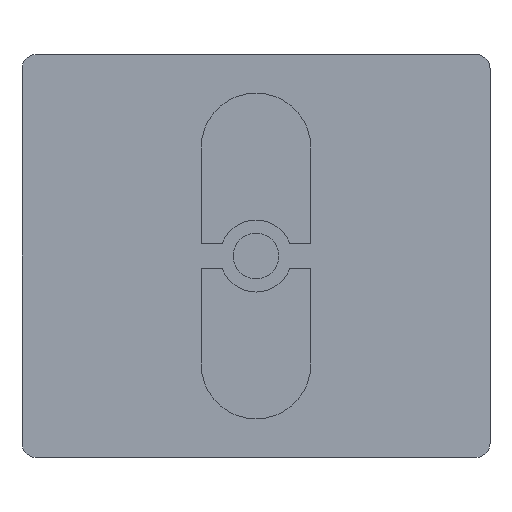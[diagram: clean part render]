
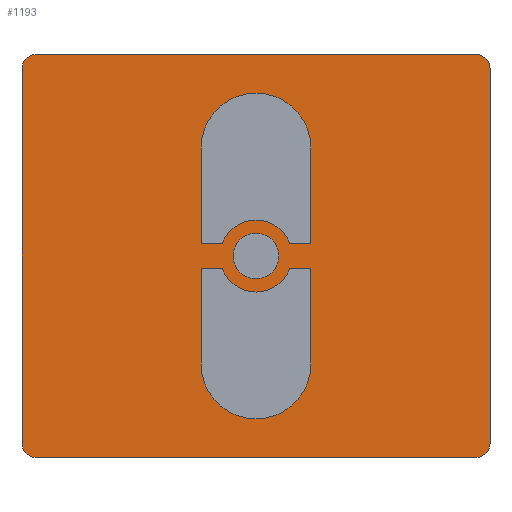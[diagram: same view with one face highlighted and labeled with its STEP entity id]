
A CAD part, front view. The second image highlights one B-rep face of the part: STEP entity #1193.
In plain terms, the highlighted planar face has unit normal (0, -1, 0).
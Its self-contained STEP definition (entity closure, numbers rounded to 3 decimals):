
#19=FACE_BOUND('',#196,.T.);
#20=FACE_BOUND('',#197,.T.);
#21=FACE_BOUND('',#198,.T.);
#53=PLANE('',#1319);
#118=FACE_OUTER_BOUND('',#195,.T.);
#195=EDGE_LOOP('',(#923,#924,#925,#926,#927,#928,#929,#930));
#196=EDGE_LOOP('',(#931,#932,#933,#934,#935,#936));
#197=EDGE_LOOP('',(#937,#938,#939,#940,#941,#942));
#198=EDGE_LOOP('',(#943));
#251=LINE('',#1766,#369);
#255=LINE('',#1774,#373);
#259=LINE('',#1786,#377);
#262=LINE('',#1792,#380);
#265=LINE('',#1803,#383);
#270=LINE('',#1817,#388);
#273=LINE('',#1823,#391);
#277=LINE('',#1834,#395);
#286=LINE('',#1888,#404);
#287=LINE('',#1892,#405);
#288=LINE('',#1896,#406);
#289=LINE('',#1900,#407);
#369=VECTOR('',#1414,10.);
#373=VECTOR('',#1420,10.);
#377=VECTOR('',#1432,10.);
#380=VECTOR('',#1437,10.);
#383=VECTOR('',#1450,10.);
#388=VECTOR('',#1463,10.);
#391=VECTOR('',#1468,10.);
#395=VECTOR('',#1480,10.);
#404=VECTOR('',#1547,10.);
#405=VECTOR('',#1550,10.);
#406=VECTOR('',#1553,10.);
#407=VECTOR('',#1556,10.);
#491=CIRCLE('',#1273,5.);
#493=CIRCLE('',#1278,7.625);
#495=CIRCLE('',#1283,5.);
#497=CIRCLE('',#1288,7.625);
#511=CIRCLE('',#1317,3.175);
#513=CIRCLE('',#1320,2.);
#514=CIRCLE('',#1321,2.);
#515=CIRCLE('',#1322,2.);
#516=CIRCLE('',#1323,2.);
#538=VERTEX_POINT('',#1764);
#539=VERTEX_POINT('',#1765);
#542=VERTEX_POINT('',#1773);
#544=VERTEX_POINT('',#1779);
#546=VERTEX_POINT('',#1785);
#548=VERTEX_POINT('',#1791);
#550=VERTEX_POINT('',#1801);
#551=VERTEX_POINT('',#1802);
#554=VERTEX_POINT('',#1810);
#556=VERTEX_POINT('',#1816);
#558=VERTEX_POINT('',#1822);
#560=VERTEX_POINT('',#1828);
#574=VERTEX_POINT('',#1880);
#576=VERTEX_POINT('',#1886);
#577=VERTEX_POINT('',#1887);
#578=VERTEX_POINT('',#1889);
#579=VERTEX_POINT('',#1891);
#580=VERTEX_POINT('',#1893);
#581=VERTEX_POINT('',#1895);
#582=VERTEX_POINT('',#1897);
#583=VERTEX_POINT('',#1899);
#652=EDGE_CURVE('',#538,#539,#251,.T.);
#656=EDGE_CURVE('',#542,#538,#255,.T.);
#659=EDGE_CURVE('',#544,#542,#491,.T.);
#662=EDGE_CURVE('',#546,#544,#259,.T.);
#665=EDGE_CURVE('',#548,#546,#262,.T.);
#668=EDGE_CURVE('',#539,#548,#493,.T.);
#670=EDGE_CURVE('',#550,#551,#265,.T.);
#674=EDGE_CURVE('',#554,#550,#495,.T.);
#677=EDGE_CURVE('',#556,#554,#270,.T.);
#680=EDGE_CURVE('',#558,#556,#273,.T.);
#683=EDGE_CURVE('',#560,#558,#497,.T.);
#686=EDGE_CURVE('',#551,#560,#277,.T.);
#706=EDGE_CURVE('',#574,#574,#511,.T.);
#709=EDGE_CURVE('',#576,#577,#286,.T.);
#710=EDGE_CURVE('',#577,#578,#513,.T.);
#711=EDGE_CURVE('',#578,#579,#287,.T.);
#712=EDGE_CURVE('',#579,#580,#514,.T.);
#713=EDGE_CURVE('',#580,#581,#288,.T.);
#714=EDGE_CURVE('',#581,#582,#515,.T.);
#715=EDGE_CURVE('',#582,#583,#289,.T.);
#716=EDGE_CURVE('',#583,#576,#516,.T.);
#923=ORIENTED_EDGE('',*,*,#709,.T.);
#924=ORIENTED_EDGE('',*,*,#710,.T.);
#925=ORIENTED_EDGE('',*,*,#711,.T.);
#926=ORIENTED_EDGE('',*,*,#712,.T.);
#927=ORIENTED_EDGE('',*,*,#713,.T.);
#928=ORIENTED_EDGE('',*,*,#714,.T.);
#929=ORIENTED_EDGE('',*,*,#715,.T.);
#930=ORIENTED_EDGE('',*,*,#716,.T.);
#931=ORIENTED_EDGE('',*,*,#652,.T.);
#932=ORIENTED_EDGE('',*,*,#668,.T.);
#933=ORIENTED_EDGE('',*,*,#665,.T.);
#934=ORIENTED_EDGE('',*,*,#662,.T.);
#935=ORIENTED_EDGE('',*,*,#659,.T.);
#936=ORIENTED_EDGE('',*,*,#656,.T.);
#937=ORIENTED_EDGE('',*,*,#670,.T.);
#938=ORIENTED_EDGE('',*,*,#686,.T.);
#939=ORIENTED_EDGE('',*,*,#683,.T.);
#940=ORIENTED_EDGE('',*,*,#680,.T.);
#941=ORIENTED_EDGE('',*,*,#677,.T.);
#942=ORIENTED_EDGE('',*,*,#674,.T.);
#943=ORIENTED_EDGE('',*,*,#706,.T.);
#1193=ADVANCED_FACE('',(#118,#19,#20,#21),#53,.T.);
#1273=AXIS2_PLACEMENT_3D('',#1780,#1425,#1426);
#1278=AXIS2_PLACEMENT_3D('',#1797,#1442,#1443);
#1283=AXIS2_PLACEMENT_3D('',#1811,#1456,#1457);
#1288=AXIS2_PLACEMENT_3D('',#1829,#1473,#1474);
#1317=AXIS2_PLACEMENT_3D('',#1881,#1540,#1541);
#1319=AXIS2_PLACEMENT_3D('',#1885,#1545,#1546);
#1320=AXIS2_PLACEMENT_3D('',#1890,#1548,#1549);
#1321=AXIS2_PLACEMENT_3D('',#1894,#1551,#1552);
#1322=AXIS2_PLACEMENT_3D('',#1898,#1554,#1555);
#1323=AXIS2_PLACEMENT_3D('',#1901,#1557,#1558);
#1414=DIRECTION('',(0.,0.,1.));
#1420=DIRECTION('',(-1.,0.,0.));
#1425=DIRECTION('center_axis',(0.,-1.,0.));
#1426=DIRECTION('ref_axis',(-1.,0.,0.));
#1432=DIRECTION('',(-1.,0.,0.));
#1437=DIRECTION('',(0.,0.,-1.));
#1442=DIRECTION('center_axis',(0.,1.,0.));
#1443=DIRECTION('ref_axis',(1.,0.,0.));
#1450=DIRECTION('',(1.,0.,0.));
#1456=DIRECTION('center_axis',(0.,-1.,0.));
#1457=DIRECTION('ref_axis',(-1.,0.,0.));
#1463=DIRECTION('',(1.,0.,0.));
#1468=DIRECTION('',(0.,0.,1.));
#1473=DIRECTION('center_axis',(0.,1.,0.));
#1474=DIRECTION('ref_axis',(1.,0.,0.));
#1480=DIRECTION('',(0.,0.,-1.));
#1540=DIRECTION('center_axis',(0.,1.,0.));
#1541=DIRECTION('ref_axis',(-1.,0.,0.));
#1545=DIRECTION('center_axis',(0.,-1.,0.));
#1546=DIRECTION('ref_axis',(0.,0.,-1.));
#1547=DIRECTION('',(0.,0.,-1.));
#1548=DIRECTION('center_axis',(0.,-1.,0.));
#1549=DIRECTION('ref_axis',(-1.,0.,0.));
#1550=DIRECTION('',(1.,0.,0.));
#1551=DIRECTION('center_axis',(0.,-1.,0.));
#1552=DIRECTION('ref_axis',(0.,0.,-1.));
#1553=DIRECTION('',(0.,0.,1.));
#1554=DIRECTION('center_axis',(0.,-1.,0.));
#1555=DIRECTION('ref_axis',(1.,0.,0.));
#1556=DIRECTION('',(-1.,0.,0.));
#1557=DIRECTION('center_axis',(0.,-1.,0.));
#1558=DIRECTION('ref_axis',(0.,0.,1.));
#1764=CARTESIAN_POINT('',(-7.625,-5.,1.75));
#1765=CARTESIAN_POINT('',(-7.625,-5.,15.));
#1766=CARTESIAN_POINT('',(-7.625,-5.,0.875));
#1773=CARTESIAN_POINT('',(-4.684,-5.,1.75));
#1774=CARTESIAN_POINT('',(-2.342,-5.,1.75));
#1779=CARTESIAN_POINT('',(4.684,-5.,1.75));
#1780=CARTESIAN_POINT('Origin',(0.,-5.,0.));
#1785=CARTESIAN_POINT('',(7.625,-5.,1.75));
#1786=CARTESIAN_POINT('',(3.813,-5.,1.75));
#1791=CARTESIAN_POINT('',(7.625,-5.,15.));
#1792=CARTESIAN_POINT('',(7.625,-5.,7.5));
#1797=CARTESIAN_POINT('Origin',(0.,-5.,15.));
#1801=CARTESIAN_POINT('',(4.684,-5.,-1.75));
#1802=CARTESIAN_POINT('',(7.625,-5.,-1.75));
#1803=CARTESIAN_POINT('',(2.342,-5.,-1.75));
#1810=CARTESIAN_POINT('',(-4.684,-5.,-1.75));
#1811=CARTESIAN_POINT('Origin',(0.,-5.,0.));
#1816=CARTESIAN_POINT('',(-7.625,-5.,-1.75));
#1817=CARTESIAN_POINT('',(-3.813,-5.,-1.75));
#1822=CARTESIAN_POINT('',(-7.625,-5.,-15.));
#1823=CARTESIAN_POINT('',(-7.625,-5.,-7.5));
#1828=CARTESIAN_POINT('',(7.625,-5.,-15.));
#1829=CARTESIAN_POINT('Origin',(0.,-5.,-15.));
#1834=CARTESIAN_POINT('',(7.625,-5.,-0.875));
#1880=CARTESIAN_POINT('',(3.175,-5.,0.));
#1881=CARTESIAN_POINT('Origin',(0.,-5.,0.));
#1885=CARTESIAN_POINT('Origin',(0.,-5.,0.));
#1886=CARTESIAN_POINT('',(-32.5,-5.,26.));
#1887=CARTESIAN_POINT('',(-32.5,-5.,-26.));
#1888=CARTESIAN_POINT('',(-32.5,-5.,26.));
#1889=CARTESIAN_POINT('',(-30.5,-5.,-28.));
#1890=CARTESIAN_POINT('Origin',(-30.5,-5.,-26.));
#1891=CARTESIAN_POINT('',(30.5,-5.,-28.));
#1892=CARTESIAN_POINT('',(-30.5,-5.,-28.));
#1893=CARTESIAN_POINT('',(32.5,-5.,-26.));
#1894=CARTESIAN_POINT('Origin',(30.5,-5.,-26.));
#1895=CARTESIAN_POINT('',(32.5,-5.,26.));
#1896=CARTESIAN_POINT('',(32.5,-5.,-26.));
#1897=CARTESIAN_POINT('',(30.5,-5.,28.));
#1898=CARTESIAN_POINT('Origin',(30.5,-5.,26.));
#1899=CARTESIAN_POINT('',(-30.5,-5.,28.));
#1900=CARTESIAN_POINT('',(30.5,-5.,28.));
#1901=CARTESIAN_POINT('Origin',(-30.5,-5.,26.));
